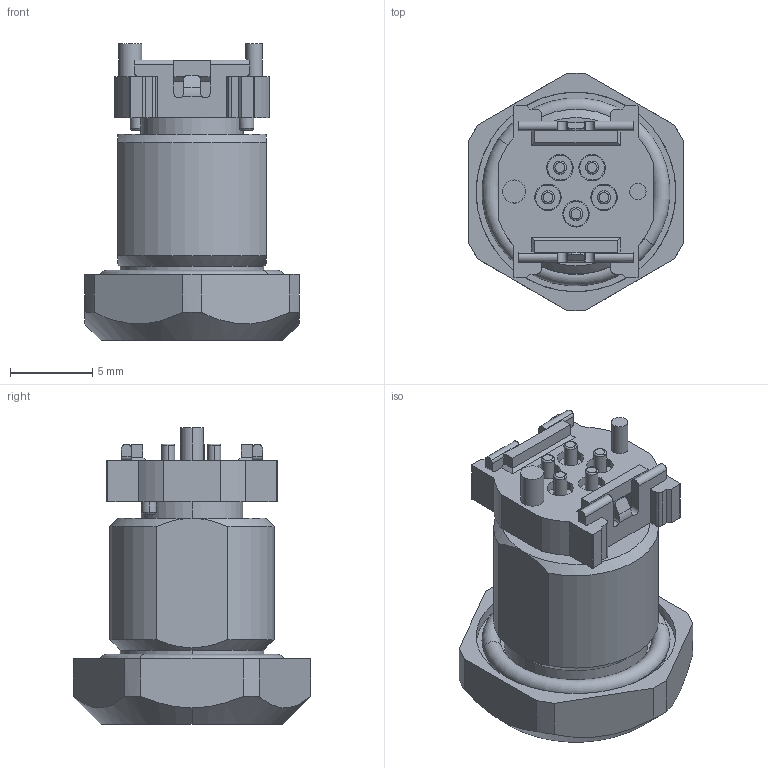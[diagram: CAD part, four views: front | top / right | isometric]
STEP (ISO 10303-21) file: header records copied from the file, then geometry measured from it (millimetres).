
FILE_DESCRIPTION(('CATIA V5R24 STEP','CAx-IF Rec.Pracs.--- Model Styling and Organization---1.2---2011-12-15'),'2;1');
FILE_NAME ('D1461825_0_2422680000_2422680000.stp','2017-05-15T08:07:19+00:00',('none'),('Weidmueller'),'CATIA Version 5-6 Release 2014 SP4 HF52','CATIA V5 STEP AP214','none');
FILE_SCHEMA(('AUTOMOTIVE_DESIGN { 1 0 10303 214 1 1 1 1 }'));
Length unit declared in the file: millimetre
Products named in the file (1): v5-standard_part
Bounding box: 13 x 14.39 x 18 mm (x, y, z)
Volume: 1255.5 mm3; surface area: 1854.6 mm2
Topology: 1 solids, 2 shells, 350 faces, 931 edges, 612 vertices
Faces by surface type: plane 147, cylinder 145, torus 30, cone 24, bspline 4
Entity records: 13189 total; most frequent: CARTESIAN_POINT 4453, ORIENTED_EDGE 1846, DIRECTION 1434, EDGE_CURVE 923, AXIS2_PLACEMENT_3D 653, VERTEX_POINT 608, VECTOR 438, LINE 438
